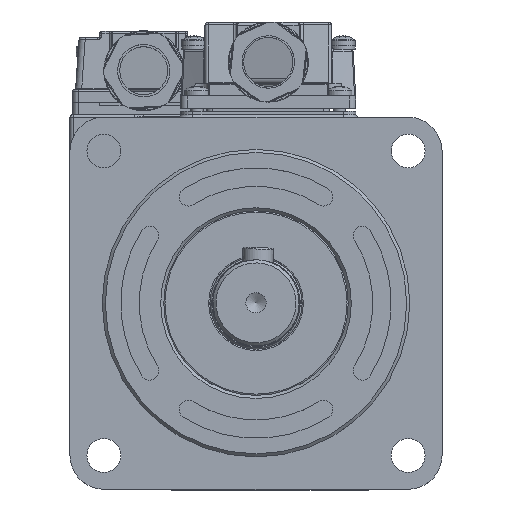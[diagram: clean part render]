
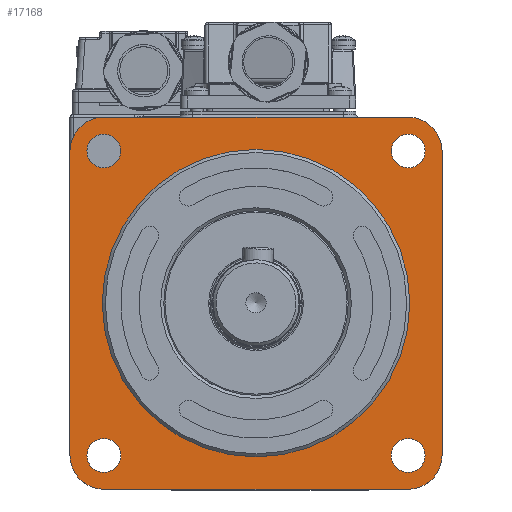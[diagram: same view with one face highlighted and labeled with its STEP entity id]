
A CAD part, top view. The second image highlights one B-rep face of the part: STEP entity #17168.
In plain terms, the highlighted planar face has unit normal (0, 0, 1).
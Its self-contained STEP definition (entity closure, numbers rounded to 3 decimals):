
#220 = AXIS2_PLACEMENT_3D ( 'NONE', #8935, #19264, #17974 ) ;
#541 = FACE_BOUND ( 'NONE', #32051, .T. ) ;
#773 = ORIENTED_EDGE ( 'NONE', *, *, #56423, .T. ) ;
#791 = DIRECTION ( 'NONE',  ( 0., 1., 0. ) ) ;
#1484 = CARTESIAN_POINT ( 'NONE',  ( -21.999, 24.749, 0. ) ) ;
#1878 = EDGE_LOOP ( 'NONE', ( #13673 ) ) ;
#3624 = AXIS2_PLACEMENT_3D ( 'NONE', #9256, #5055, #9591 ) ;
#3800 = ORIENTED_EDGE ( 'NONE', *, *, #12456, .T. ) ;
#4430 = FACE_BOUND ( 'NONE', #58610, .T. ) ;
#4541 = EDGE_CURVE ( 'NONE', #30744, #30744, #46891, .T. ) ;
#5055 = DIRECTION ( 'NONE',  ( 0., 0., 1. ) ) ;
#5951 = CARTESIAN_POINT ( 'NONE',  ( 30.25, 30.25, 0. ) ) ;
#6088 = VERTEX_POINT ( 'NONE', #25144 ) ;
#6278 = DIRECTION ( 'NONE',  ( 0., 0., 1. ) ) ;
#6396 = CARTESIAN_POINT ( 'NONE',  ( -30.25, 30.25, 0. ) ) ;
#6926 = CARTESIAN_POINT ( 'NONE',  ( -24.75, -24.75, 0. ) ) ;
#7414 = CARTESIAN_POINT ( 'NONE',  ( -24.749, 24.749, 0. ) ) ;
#8074 = AXIS2_PLACEMENT_3D ( 'NONE', #29402, #20048, #53603 ) ;
#8935 = CARTESIAN_POINT ( 'NONE',  ( 0., 0., 0. ) ) ;
#9256 = CARTESIAN_POINT ( 'NONE',  ( 24.749, 24.749, 0. ) ) ;
#9591 = DIRECTION ( 'NONE',  ( 1., 0., 0. ) ) ;
#10735 = ORIENTED_EDGE ( 'NONE', *, *, #19322, .T. ) ;
#11325 = EDGE_CURVE ( 'NONE', #12942, #12942, #52806, .T. ) ;
#12456 = EDGE_CURVE ( 'NONE', #30413, #27689, #13969, .T. ) ;
#12797 = VERTEX_POINT ( 'NONE', #38385 ) ;
#12942 = VERTEX_POINT ( 'NONE', #22321 ) ;
#13463 = ORIENTED_EDGE ( 'NONE', *, *, #38959, .F. ) ;
#13466 = DIRECTION ( 'NONE',  ( 1., 0., 0. ) ) ;
#13673 = ORIENTED_EDGE ( 'NONE', *, *, #55006, .F. ) ;
#13969 = LINE ( 'NONE', #59463, #55683 ) ;
#14957 = VERTEX_POINT ( 'NONE', #44618 ) ;
#15375 = FACE_BOUND ( 'NONE', #60932, .T. ) ;
#15679 = DIRECTION ( 'NONE',  ( 0., 0., 1. ) ) ;
#16423 = CARTESIAN_POINT ( 'NONE',  ( 24.75, 24.75, 0. ) ) ;
#17168 = ADVANCED_FACE ( 'NONE', ( #34709, #15375, #4430, #541, #59580, #19904 ), #39573, .T. ) ;
#17795 = VERTEX_POINT ( 'NONE', #22652 ) ;
#17974 = DIRECTION ( 'NONE',  ( 1., 0., 0. ) ) ;
#18064 = DIRECTION ( 'NONE',  ( 1., 0., 0. ) ) ;
#18277 = DIRECTION ( 'NONE',  ( -1., 0., 0. ) ) ;
#18823 = AXIS2_PLACEMENT_3D ( 'NONE', #6926, #15679, #40176 ) ;
#19039 = VERTEX_POINT ( 'NONE', #53628 ) ;
#19264 = DIRECTION ( 'NONE',  ( 0., 0., 1. ) ) ;
#19322 = EDGE_CURVE ( 'NONE', #58675, #30413, #48707, .T. ) ;
#19496 = AXIS2_PLACEMENT_3D ( 'NONE', #24745, #38915, #35344 ) ;
#19782 = VECTOR ( 'NONE', #791, 1000. ) ;
#19904 = FACE_OUTER_BOUND ( 'NONE', #59816, .T. ) ;
#20048 = DIRECTION ( 'NONE',  ( 0., 0., 1. ) ) ;
#20941 = CIRCLE ( 'NONE', #31198, 5.5 ) ;
#22321 = CARTESIAN_POINT ( 'NONE',  ( -21.999, -24.749, 0. ) ) ;
#22652 = CARTESIAN_POINT ( 'NONE',  ( -30.25, 24.75, 0. ) ) ;
#22970 = VERTEX_POINT ( 'NONE', #62433 ) ;
#23130 = LINE ( 'NONE', #48588, #49192 ) ;
#23226 = DIRECTION ( 'NONE',  ( 0., 0., 1. ) ) ;
#23947 = AXIS2_PLACEMENT_3D ( 'NONE', #36866, #43662, #53331 ) ;
#24684 = LINE ( 'NONE', #5951, #19782 ) ;
#24745 = CARTESIAN_POINT ( 'NONE',  ( 0., 0., 0. ) ) ;
#24942 = CIRCLE ( 'NONE', #220, 25. ) ;
#25144 = CARTESIAN_POINT ( 'NONE',  ( 27.499, -24.749, 0. ) ) ;
#25171 = DIRECTION ( 'NONE',  ( 0., 0., 1. ) ) ;
#25904 = CARTESIAN_POINT ( 'NONE',  ( 24.75, -30.25, 0. ) ) ;
#26008 = VERTEX_POINT ( 'NONE', #1484 ) ;
#26258 = DIRECTION ( 'NONE',  ( 1., 0., 0. ) ) ;
#27605 = ORIENTED_EDGE ( 'NONE', *, *, #48216, .F. ) ;
#27689 = VERTEX_POINT ( 'NONE', #25904 ) ;
#28329 = ORIENTED_EDGE ( 'NONE', *, *, #37394, .T. ) ;
#28949 = CARTESIAN_POINT ( 'NONE',  ( 24.75, -24.75, 0. ) ) ;
#29402 = CARTESIAN_POINT ( 'NONE',  ( -24.75, 24.75, 0. ) ) ;
#30413 = VERTEX_POINT ( 'NONE', #60907 ) ;
#30598 = DIRECTION ( 'NONE',  ( 0., -1., 0. ) ) ;
#30744 = VERTEX_POINT ( 'NONE', #35240 ) ;
#31198 = AXIS2_PLACEMENT_3D ( 'NONE', #28949, #48611, #13466 ) ;
#31841 = LINE ( 'NONE', #6396, #50969 ) ;
#32051 = EDGE_LOOP ( 'NONE', ( #43602 ) ) ;
#33234 = CIRCLE ( 'NONE', #41477, 2.75 ) ;
#33624 = DIRECTION ( 'NONE',  ( 1., 0., 0. ) ) ;
#34225 = AXIS2_PLACEMENT_3D ( 'NONE', #16423, #25171, #36057 ) ;
#34709 = FACE_BOUND ( 'NONE', #1878, .T. ) ;
#34972 = CARTESIAN_POINT ( 'NONE',  ( 24.749, -24.749, 0. ) ) ;
#35240 = CARTESIAN_POINT ( 'NONE',  ( 27.499, 24.749, 0. ) ) ;
#35344 = DIRECTION ( 'NONE',  ( 1., 0., 0. ) ) ;
#35881 = CIRCLE ( 'NONE', #8074, 5.5 ) ;
#36057 = DIRECTION ( 'NONE',  ( 1., 0., 0. ) ) ;
#36215 = CIRCLE ( 'NONE', #34225, 5.5 ) ;
#36866 = CARTESIAN_POINT ( 'NONE',  ( -24.749, -24.749, 0. ) ) ;
#37394 = EDGE_CURVE ( 'NONE', #27689, #12797, #20941, .T. ) ;
#37832 = EDGE_CURVE ( 'NONE', #12797, #19039, #24684, .T. ) ;
#38385 = CARTESIAN_POINT ( 'NONE',  ( 30.25, -24.75, 0. ) ) ;
#38915 = DIRECTION ( 'NONE',  ( 0., 0., 1. ) ) ;
#38959 = EDGE_CURVE ( 'NONE', #6088, #6088, #33234, .T. ) ;
#39058 = ORIENTED_EDGE ( 'NONE', *, *, #42909, .T. ) ;
#39573 = PLANE ( 'NONE',  #19496 ) ;
#40176 = DIRECTION ( 'NONE',  ( 1., 0., 0. ) ) ;
#41477 = AXIS2_PLACEMENT_3D ( 'NONE', #34972, #6278, #26258 ) ;
#42779 = VERTEX_POINT ( 'NONE', #53778 ) ;
#42909 = EDGE_CURVE ( 'NONE', #19039, #22970, #36215, .T. ) ;
#43602 = ORIENTED_EDGE ( 'NONE', *, *, #4541, .F. ) ;
#43662 = DIRECTION ( 'NONE',  ( 0., 0., 1. ) ) ;
#44618 = CARTESIAN_POINT ( 'NONE',  ( -24.75, 30.25, 0. ) ) ;
#45028 = CIRCLE ( 'NONE', #47070, 2.75 ) ;
#45172 = ORIENTED_EDGE ( 'NONE', *, *, #11325, .F. ) ;
#46891 = CIRCLE ( 'NONE', #3624, 2.75 ) ;
#47070 = AXIS2_PLACEMENT_3D ( 'NONE', #7414, #23226, #18064 ) ;
#47309 = EDGE_LOOP ( 'NONE', ( #27605 ) ) ;
#48216 = EDGE_CURVE ( 'NONE', #42779, #42779, #24942, .T. ) ;
#48588 = CARTESIAN_POINT ( 'NONE',  ( -30.25, 30.25, 0. ) ) ;
#48611 = DIRECTION ( 'NONE',  ( 0., 0., 1. ) ) ;
#48707 = CIRCLE ( 'NONE', #18823, 5.5 ) ;
#49192 = VECTOR ( 'NONE', #18277, 1000. ) ;
#50969 = VECTOR ( 'NONE', #30598, 1000. ) ;
#51497 = ORIENTED_EDGE ( 'NONE', *, *, #55583, .T. ) ;
#51688 = ORIENTED_EDGE ( 'NONE', *, *, #52578, .T. ) ;
#52213 = CARTESIAN_POINT ( 'NONE',  ( -30.25, -24.75, 0. ) ) ;
#52578 = EDGE_CURVE ( 'NONE', #17795, #58675, #31841, .T. ) ;
#52806 = CIRCLE ( 'NONE', #23947, 2.75 ) ;
#53331 = DIRECTION ( 'NONE',  ( 1., 0., 0. ) ) ;
#53593 = ORIENTED_EDGE ( 'NONE', *, *, #37832, .T. ) ;
#53603 = DIRECTION ( 'NONE',  ( 1., 0., 0. ) ) ;
#53628 = CARTESIAN_POINT ( 'NONE',  ( 30.25, 24.75, 0. ) ) ;
#53778 = CARTESIAN_POINT ( 'NONE',  ( 25., 0., 0. ) ) ;
#55006 = EDGE_CURVE ( 'NONE', #26008, #26008, #45028, .T. ) ;
#55583 = EDGE_CURVE ( 'NONE', #22970, #14957, #23130, .T. ) ;
#55683 = VECTOR ( 'NONE', #33624, 1000. ) ;
#56423 = EDGE_CURVE ( 'NONE', #14957, #17795, #35881, .T. ) ;
#58610 = EDGE_LOOP ( 'NONE', ( #13463 ) ) ;
#58675 = VERTEX_POINT ( 'NONE', #52213 ) ;
#59463 = CARTESIAN_POINT ( 'NONE',  ( -30.25, -30.25, 0. ) ) ;
#59580 = FACE_BOUND ( 'NONE', #47309, .T. ) ;
#59816 = EDGE_LOOP ( 'NONE', ( #51688, #10735, #3800, #28329, #53593, #39058, #51497, #773 ) ) ;
#60907 = CARTESIAN_POINT ( 'NONE',  ( -24.75, -30.25, 0. ) ) ;
#60932 = EDGE_LOOP ( 'NONE', ( #45172 ) ) ;
#62433 = CARTESIAN_POINT ( 'NONE',  ( 24.75, 30.25, 0. ) ) ;
